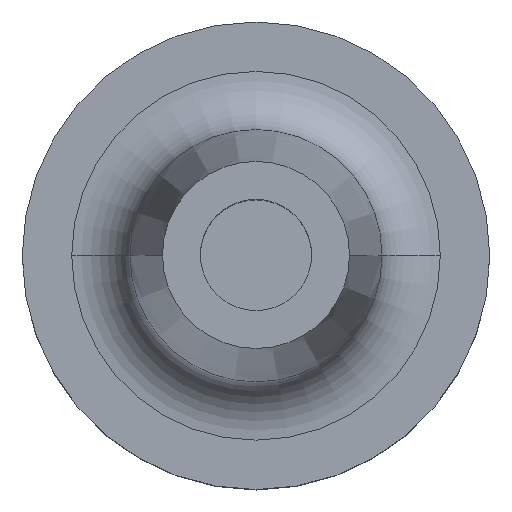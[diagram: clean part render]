
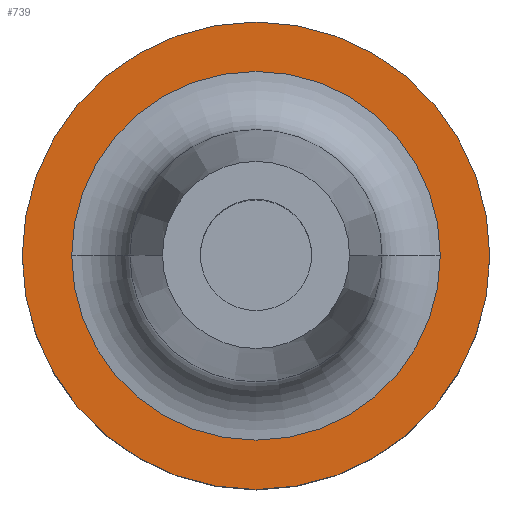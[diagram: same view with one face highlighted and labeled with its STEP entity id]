
A CAD part, top view. The second image highlights one B-rep face of the part: STEP entity #739.
In plain terms, the highlighted planar face has unit normal (0, 0, 1).
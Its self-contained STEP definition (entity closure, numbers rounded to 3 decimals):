
#44 = VERTEX_POINT ( 'NONE', #245 ) ;
#68 = FACE_BOUND ( 'NONE', #861, .T. ) ;
#79 = VERTEX_POINT ( 'NONE', #241 ) ;
#92 = FACE_OUTER_BOUND ( 'NONE', #828, .T. ) ;
#190 = AXIS2_PLACEMENT_3D ( 'NONE', #274, #966, #627 ) ;
#207 = CIRCLE ( 'NONE', #941, 20. ) ;
#225 = DIRECTION ( 'NONE',  ( 0., 0., -1. ) ) ;
#241 = CARTESIAN_POINT ( 'NONE',  ( 20., 0., 20. ) ) ;
#245 = CARTESIAN_POINT ( 'NONE',  ( 15.77, 0., 20. ) ) ;
#266 = CARTESIAN_POINT ( 'NONE',  ( -15.77, 0., 20. ) ) ;
#274 = CARTESIAN_POINT ( 'NONE',  ( 0., 0., 20. ) ) ;
#281 = EDGE_CURVE ( 'NONE', #398, #79, #647, .T. ) ;
#368 = CARTESIAN_POINT ( 'NONE',  ( 0., 20., 20. ) ) ;
#382 = ORIENTED_EDGE ( 'NONE', *, *, #1095, .T. ) ;
#398 = VERTEX_POINT ( 'NONE', #619 ) ;
#400 = CARTESIAN_POINT ( 'NONE',  ( 0., 0., 20. ) ) ;
#456 = CIRCLE ( 'NONE', #730, 15.77 ) ;
#492 = DIRECTION ( 'NONE',  ( -1., 0., 0. ) ) ;
#502 = DIRECTION ( 'NONE',  ( -1., 0., 0. ) ) ;
#517 = EDGE_CURVE ( 'NONE', #519, #44, #1071, .T. ) ;
#519 = VERTEX_POINT ( 'NONE', #266 ) ;
#549 = DIRECTION ( 'NONE',  ( -1., 0., 0. ) ) ;
#590 = AXIS2_PLACEMENT_3D ( 'NONE', #368, #1070, #549 ) ;
#598 = CARTESIAN_POINT ( 'NONE',  ( 0., 0., 20. ) ) ;
#619 = CARTESIAN_POINT ( 'NONE',  ( -20., 0., 20. ) ) ;
#627 = DIRECTION ( 'NONE',  ( -1., 0., 0. ) ) ;
#647 = CIRCLE ( 'NONE', #752, 20. ) ;
#717 = ORIENTED_EDGE ( 'NONE', *, *, #804, .F. ) ;
#730 = AXIS2_PLACEMENT_3D ( 'NONE', #400, #1005, #492 ) ;
#739 = ADVANCED_FACE ( 'NONE', ( #68, #92 ), #904, .F. ) ;
#752 = AXIS2_PLACEMENT_3D ( 'NONE', #598, #1112, #502 ) ;
#754 = CARTESIAN_POINT ( 'NONE',  ( 0., 0., 20. ) ) ;
#804 = EDGE_CURVE ( 'NONE', #79, #398, #207, .T. ) ;
#828 = EDGE_LOOP ( 'NONE', ( #1008, #717 ) ) ;
#844 = DIRECTION ( 'NONE',  ( -1., 0., 0. ) ) ;
#861 = EDGE_LOOP ( 'NONE', ( #914, #382 ) ) ;
#904 = PLANE ( 'NONE',  #590 ) ;
#914 = ORIENTED_EDGE ( 'NONE', *, *, #517, .T. ) ;
#941 = AXIS2_PLACEMENT_3D ( 'NONE', #754, #225, #844 ) ;
#966 = DIRECTION ( 'NONE',  ( 0., 0., -1. ) ) ;
#1005 = DIRECTION ( 'NONE',  ( 0., 0., -1. ) ) ;
#1008 = ORIENTED_EDGE ( 'NONE', *, *, #281, .F. ) ;
#1070 = DIRECTION ( 'NONE',  ( 0., 0., -1. ) ) ;
#1071 = CIRCLE ( 'NONE', #190, 15.77 ) ;
#1095 = EDGE_CURVE ( 'NONE', #44, #519, #456, .T. ) ;
#1112 = DIRECTION ( 'NONE',  ( 0., 0., -1. ) ) ;
